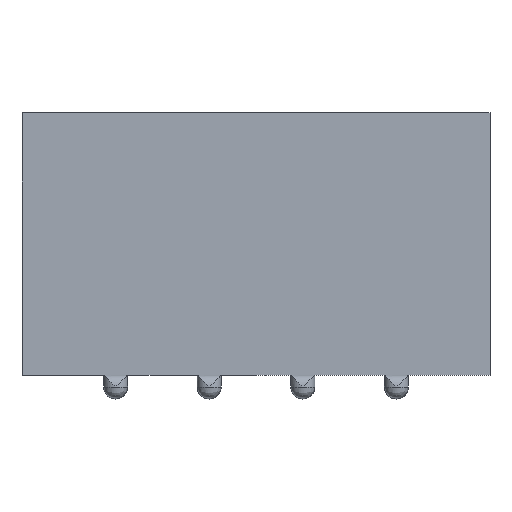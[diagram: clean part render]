
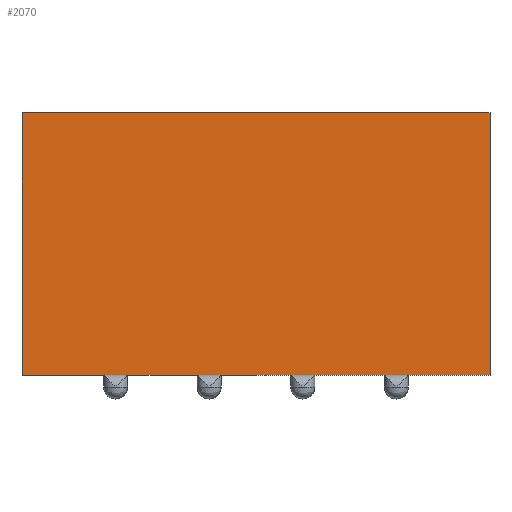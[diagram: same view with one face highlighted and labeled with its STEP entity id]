
A CAD part, front view. The second image highlights one B-rep face of the part: STEP entity #2070.
In plain terms, the highlighted planar face has unit normal (0, -1, 0).
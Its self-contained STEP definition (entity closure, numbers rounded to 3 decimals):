
#1 = CARTESIAN_POINT ( 'NONE',  ( 6.25, -2.95, 7. ) ) ;
#13 = CARTESIAN_POINT ( 'NONE',  ( 6.25, -2.95, 0. ) ) ;
#74 = CARTESIAN_POINT ( 'NONE',  ( -6.25, -2.95, 7. ) ) ;
#227 = DIRECTION ( 'NONE',  ( 1., 0., 0. ) ) ;
#241 = LINE ( 'NONE', #611, #1666 ) ;
#246 = CARTESIAN_POINT ( 'NONE',  ( -6.25, -2.95, 7. ) ) ;
#248 = AXIS2_PLACEMENT_3D ( 'NONE', #246, #623, #1455 ) ;
#351 = EDGE_CURVE ( 'NONE', #2530, #1794, #1122, .T. ) ;
#378 = DIRECTION ( 'NONE',  ( 0., 0., -1. ) ) ;
#446 = PLANE ( 'NONE',  #248 ) ;
#447 = ORIENTED_EDGE ( 'NONE', *, *, #351, .F. ) ;
#575 = EDGE_CURVE ( 'NONE', #2172, #1356, #241, .T. ) ;
#610 = CARTESIAN_POINT ( 'NONE',  ( 6.25, -2.95, 7. ) ) ;
#611 = CARTESIAN_POINT ( 'NONE',  ( -6.25, -2.95, 7. ) ) ;
#623 = DIRECTION ( 'NONE',  ( 0., 1., 0. ) ) ;
#817 = LINE ( 'NONE', #1, #2060 ) ;
#826 = EDGE_LOOP ( 'NONE', ( #1064, #2582, #1364, #447 ) ) ;
#897 = EDGE_CURVE ( 'NONE', #1794, #2172, #2525, .T. ) ;
#1064 = ORIENTED_EDGE ( 'NONE', *, *, #1382, .F. ) ;
#1094 = FACE_OUTER_BOUND ( 'NONE', #826, .T. ) ;
#1122 = LINE ( 'NONE', #2562, #1624 ) ;
#1189 = CARTESIAN_POINT ( 'NONE',  ( -6.25, -2.95, 7. ) ) ;
#1356 = VERTEX_POINT ( 'NONE', #610 ) ;
#1364 = ORIENTED_EDGE ( 'NONE', *, *, #897, .F. ) ;
#1382 = EDGE_CURVE ( 'NONE', #1356, #2530, #817, .T. ) ;
#1455 = DIRECTION ( 'NONE',  ( 0., 0., 1. ) ) ;
#1458 = VECTOR ( 'NONE', #2141, 1000. ) ;
#1624 = VECTOR ( 'NONE', #1739, 1000. ) ;
#1666 = VECTOR ( 'NONE', #227, 1000. ) ;
#1739 = DIRECTION ( 'NONE',  ( -1., 0., 0. ) ) ;
#1794 = VERTEX_POINT ( 'NONE', #2567 ) ;
#2060 = VECTOR ( 'NONE', #378, 1000. ) ;
#2070 = ADVANCED_FACE ( 'NONE', ( #1094 ), #446, .F. ) ;
#2141 = DIRECTION ( 'NONE',  ( 0., 0., 1. ) ) ;
#2172 = VERTEX_POINT ( 'NONE', #1189 ) ;
#2525 = LINE ( 'NONE', #74, #1458 ) ;
#2530 = VERTEX_POINT ( 'NONE', #13 ) ;
#2562 = CARTESIAN_POINT ( 'NONE',  ( -6.25, -2.95, 0. ) ) ;
#2567 = CARTESIAN_POINT ( 'NONE',  ( -6.25, -2.95, 0. ) ) ;
#2582 = ORIENTED_EDGE ( 'NONE', *, *, #575, .F. ) ;
